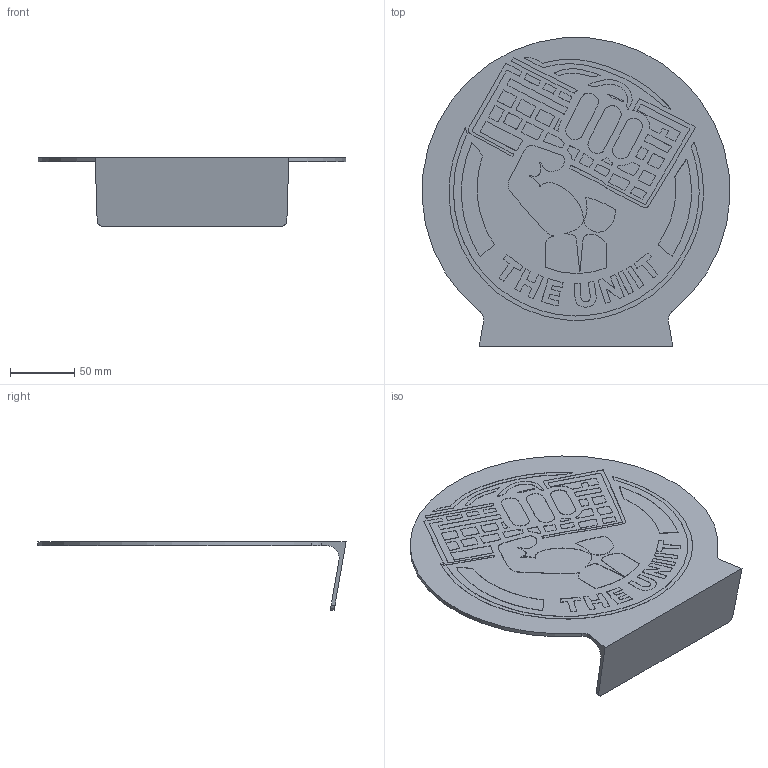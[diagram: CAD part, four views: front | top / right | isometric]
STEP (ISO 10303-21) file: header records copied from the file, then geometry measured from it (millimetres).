
FILE_DESCRIPTION(/* description */ (''),/* implementation_level */ '2;1');
FILE_NAME(/* name */ 'The Unit sign v3.step',/* time_stamp */ '2024-06-21T09:04:27+02:00',/* author */ (''),/* organization */ (''),/* preprocessor_version */ 'ST-DEVELOPER v20',/* originating_system */ 'Autodesk Translation Framework v13.14.0.145',/* authorisation */ '');
FILE_SCHEMA (('AUTOMOTIVE_DESIGN { 1 0 10303 214 3 1 1 }'));
Products named in the file (2): The Unit sign; Component1
Assembly tree (1 placements, depth 2):
  The Unit sign
    Component1
Bounding box: 238.79 x 239.16 x 53 mm (x, y, z)
Volume: 165126.8 mm3; surface area: 139685 mm2
Topology: 48 solids, 48 shells, 1342 faces, 3597 edges, 2398 vertices
Faces by surface type: bspline 976, plane 360, cylinder 6
Entity records: 44546 total; most frequent: CARTESIAN_POINT 20115, ORIENTED_EDGE 7194, EDGE_CURVE 3597, VERTEX_POINT 2398, DIRECTION 2397, LINE 1633, VECTOR 1633, EDGE_LOOP 1389
